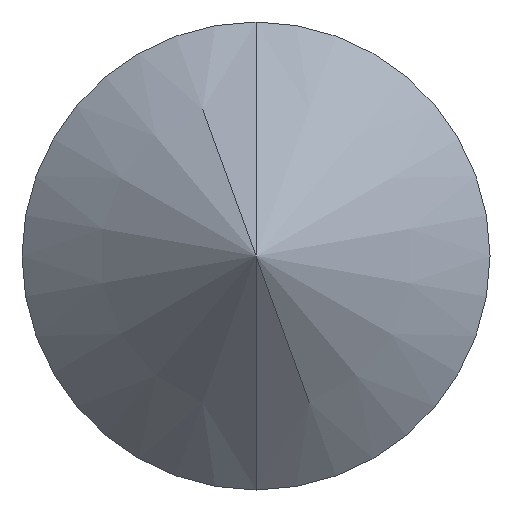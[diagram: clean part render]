
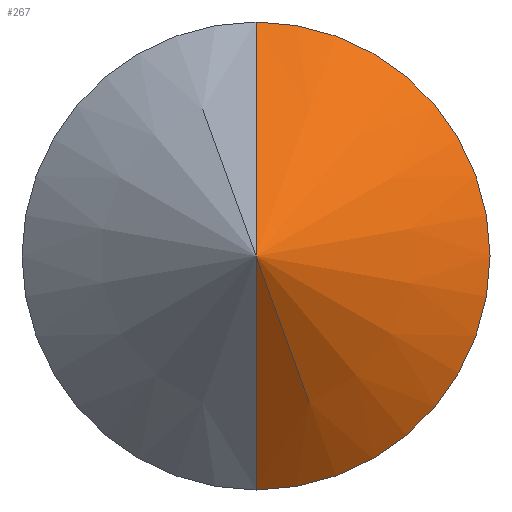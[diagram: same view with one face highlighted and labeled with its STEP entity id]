
A CAD part, front view. The second image highlights one B-rep face of the part: STEP entity #267.
In plain terms, the highlighted conical face has half-angle 50 degrees and reference radius 1191.75 mm.
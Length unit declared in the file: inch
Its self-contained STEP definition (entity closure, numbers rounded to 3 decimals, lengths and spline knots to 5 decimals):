
#1 = CARTESIAN_POINT ( 'NONE',  ( 0., 0., 0. ) ) ;
#3 = EDGE_CURVE ( 'NONE', #141, #237, #83, .T. ) ;
#13 = VECTOR ( 'NONE', #58, 39.37008 ) ;
#18 = DIRECTION ( 'NONE',  ( 0., 1., 0. ) ) ;
#36 = CARTESIAN_POINT ( 'NONE',  ( 0., 0.15733, -0.1875 ) ) ;
#58 = DIRECTION ( 'NONE',  ( 0., 0.643, 0.766 ) ) ;
#62 = DIRECTION ( 'NONE',  ( 0., -1., 0. ) ) ;
#63 = CIRCLE ( 'NONE', #255, 0.1875 ) ;
#66 = LINE ( 'NONE', #336, #104 ) ;
#78 = EDGE_LOOP ( 'NONE', ( #262, #170, #115 ) ) ;
#83 = LINE ( 'NONE', #1, #13 ) ;
#91 = DIRECTION ( 'NONE',  ( 0., 0.643, -0.766 ) ) ;
#96 = VERTEX_POINT ( 'NONE', #36 ) ;
#102 = EDGE_CURVE ( 'NONE', #141, #96, #66, .T. ) ;
#104 = VECTOR ( 'NONE', #91, 39.37008 ) ;
#108 = CONICAL_SURFACE ( 'NONE', #270, 46.91943, 0.873 ) ;
#110 = CARTESIAN_POINT ( 'NONE',  ( 0., 39.37008, 0. ) ) ;
#115 = ORIENTED_EDGE ( 'NONE', *, *, #246, .T. ) ;
#132 = FACE_OUTER_BOUND ( 'NONE', #78, .T. ) ;
#141 = VERTEX_POINT ( 'NONE', #194 ) ;
#170 = ORIENTED_EDGE ( 'NONE', *, *, #102, .T. ) ;
#194 = CARTESIAN_POINT ( 'NONE',  ( 0., 0., 0. ) ) ;
#221 = CARTESIAN_POINT ( 'NONE',  ( 0., 0.15733, 0.1875 ) ) ;
#237 = VERTEX_POINT ( 'NONE', #221 ) ;
#246 = EDGE_CURVE ( 'NONE', #96, #237, #63, .T. ) ;
#255 = AXIS2_PLACEMENT_3D ( 'NONE', #301, #62, #271 ) ;
#262 = ORIENTED_EDGE ( 'NONE', *, *, #3, .F. ) ;
#267 = ADVANCED_FACE ( 'NONE', ( #132 ), #108, .T. ) ;
#270 = AXIS2_PLACEMENT_3D ( 'NONE', #110, #18, #341 ) ;
#271 = DIRECTION ( 'NONE',  ( 0., 0., -1. ) ) ;
#301 = CARTESIAN_POINT ( 'NONE',  ( 0., 0.15733, 0. ) ) ;
#336 = CARTESIAN_POINT ( 'NONE',  ( 0., 0., 0. ) ) ;
#341 = DIRECTION ( 'NONE',  ( 0., 0., 1. ) ) ;
